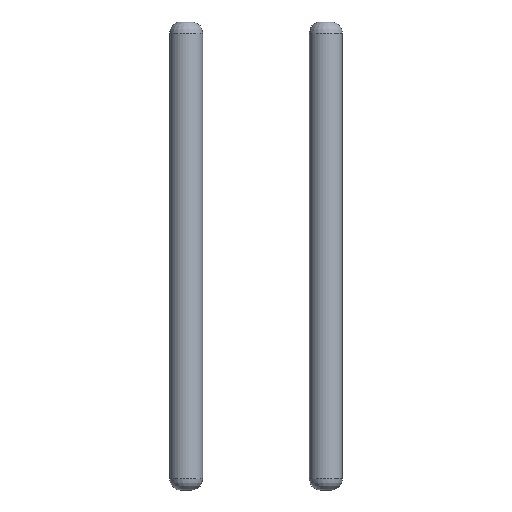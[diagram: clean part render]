
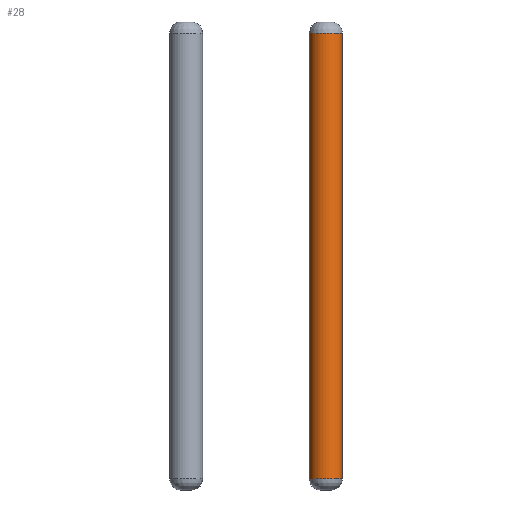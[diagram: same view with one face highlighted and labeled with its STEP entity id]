
A CAD part, front view. The second image highlights one B-rep face of the part: STEP entity #28.
In plain terms, the highlighted cylindrical face has radius 0.3 mm (diameter 0.6 mm), a full revolution.
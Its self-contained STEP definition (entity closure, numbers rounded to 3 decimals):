
#28 = ADVANCED_FACE('',(#29),#43,.T.);
#29 = FACE_BOUND('',#30,.T.);
#30 = EDGE_LOOP('',(#31,#61,#95,#96));
#31 = ORIENTED_EDGE('',*,*,#32,.T.);
#32 = EDGE_CURVE('',#33,#35,#37,.T.);
#33 = VERTEX_POINT('',#34);
#34 = CARTESIAN_POINT('',(0.3,0.,3.8));
#35 = VERTEX_POINT('',#36);
#36 = CARTESIAN_POINT('',(0.3,0.,-4.3));
#37 = SEAM_CURVE('',#38,(#42,#54),.PCURVE_S1.);
#38 = LINE('',#39,#40);
#39 = CARTESIAN_POINT('',(0.3,0.,4.));
#40 = VECTOR('',#41,1.);
#41 = DIRECTION('',(0.,0.,-1.));
#42 = PCURVE('',#43,#48);
#43 = CYLINDRICAL_SURFACE('',#44,0.3);
#44 = AXIS2_PLACEMENT_3D('',#45,#46,#47);
#45 = CARTESIAN_POINT('',(0.,0.,4.));
#46 = DIRECTION('',(0.,0.,1.));
#47 = DIRECTION('',(1.,0.,0.));
#48 = DEFINITIONAL_REPRESENTATION('',(#49),#53);
#49 = LINE('',#50,#51);
#50 = CARTESIAN_POINT('',(0.,0.));
#51 = VECTOR('',#52,1.);
#52 = DIRECTION('',(0.,-1.));
#53 = ( GEOMETRIC_REPRESENTATION_CONTEXT(2) 
PARAMETRIC_REPRESENTATION_CONTEXT() REPRESENTATION_CONTEXT('2D SPACE',''
  ) );
#54 = PCURVE('',#43,#55);
#55 = DEFINITIONAL_REPRESENTATION('',(#56),#60);
#56 = LINE('',#57,#58);
#57 = CARTESIAN_POINT('',(6.283,0.));
#58 = VECTOR('',#59,1.);
#59 = DIRECTION('',(0.,-1.));
#60 = ( GEOMETRIC_REPRESENTATION_CONTEXT(2) 
PARAMETRIC_REPRESENTATION_CONTEXT() REPRESENTATION_CONTEXT('2D SPACE',''
  ) );
#61 = ORIENTED_EDGE('',*,*,#62,.T.);
#62 = EDGE_CURVE('',#35,#35,#63,.T.);
#63 = SURFACE_CURVE('',#64,(#69,#76),.PCURVE_S1.);
#64 = CIRCLE('',#65,0.3);
#65 = AXIS2_PLACEMENT_3D('',#66,#67,#68);
#66 = CARTESIAN_POINT('',(0.,0.,-4.3));
#67 = DIRECTION('',(0.,0.,1.));
#68 = DIRECTION('',(1.,0.,0.));
#69 = PCURVE('',#43,#70);
#70 = DEFINITIONAL_REPRESENTATION('',(#71),#75);
#71 = LINE('',#72,#73);
#72 = CARTESIAN_POINT('',(0.,-8.3));
#73 = VECTOR('',#74,1.);
#74 = DIRECTION('',(1.,0.));
#75 = ( GEOMETRIC_REPRESENTATION_CONTEXT(2) 
PARAMETRIC_REPRESENTATION_CONTEXT() REPRESENTATION_CONTEXT('2D SPACE',''
  ) );
#76 = PCURVE('',#77,#89);
#77 = SURFACE_OF_REVOLUTION('',#78,#86);
#78 = B_SPLINE_CURVE_WITH_KNOTS('',6,(#79,#80,#81,#82,#83,#84,#85),
  .UNSPECIFIED.,.F.,.F.,(7,7),(0.,1.571),
  .PIECEWISE_BEZIER_KNOTS.);
#79 = CARTESIAN_POINT('',(0.3,0.,-4.3));
#80 = CARTESIAN_POINT('',(0.3,0.,-4.352));
#81 = CARTESIAN_POINT('',(0.284,0.,-4.405));
#82 = CARTESIAN_POINT('',(0.251,0.,-4.451));
#83 = CARTESIAN_POINT('',(0.205,0.,-4.484));
#84 = CARTESIAN_POINT('',(0.152,0.,-4.5));
#85 = CARTESIAN_POINT('',(0.1,0.,-4.5));
#86 = AXIS1_PLACEMENT('',#87,#88);
#87 = CARTESIAN_POINT('',(0.,0.,-4.3));
#88 = DIRECTION('',(0.,0.,-1.));
#89 = DEFINITIONAL_REPRESENTATION('',(#90),#94);
#90 = LINE('',#91,#92);
#91 = CARTESIAN_POINT('',(0.,0.));
#92 = VECTOR('',#93,1.);
#93 = DIRECTION('',(-1.,0.));
#94 = ( GEOMETRIC_REPRESENTATION_CONTEXT(2) 
PARAMETRIC_REPRESENTATION_CONTEXT() REPRESENTATION_CONTEXT('2D SPACE',''
  ) );
#95 = ORIENTED_EDGE('',*,*,#32,.F.);
#96 = ORIENTED_EDGE('',*,*,#97,.F.);
#97 = EDGE_CURVE('',#33,#33,#98,.T.);
#98 = SURFACE_CURVE('',#99,(#104,#111),.PCURVE_S1.);
#99 = CIRCLE('',#100,0.3);
#100 = AXIS2_PLACEMENT_3D('',#101,#102,#103);
#101 = CARTESIAN_POINT('',(0.,0.,3.8));
#102 = DIRECTION('',(0.,0.,1.));
#103 = DIRECTION('',(1.,0.,0.));
#104 = PCURVE('',#43,#105);
#105 = DEFINITIONAL_REPRESENTATION('',(#106),#110);
#106 = LINE('',#107,#108);
#107 = CARTESIAN_POINT('',(0.,-0.2));
#108 = VECTOR('',#109,1.);
#109 = DIRECTION('',(1.,0.));
#110 = ( GEOMETRIC_REPRESENTATION_CONTEXT(2) 
PARAMETRIC_REPRESENTATION_CONTEXT() REPRESENTATION_CONTEXT('2D SPACE',''
  ) );
#111 = PCURVE('',#112,#124);
#112 = SURFACE_OF_REVOLUTION('',#113,#121);
#113 = B_SPLINE_CURVE_WITH_KNOTS('',6,(#114,#115,#116,#117,#118,#119,
    #120),.UNSPECIFIED.,.F.,.F.,(7,7),(0.,1.571),
  .PIECEWISE_BEZIER_KNOTS.);
#114 = CARTESIAN_POINT('',(0.3,0.,3.8));
#115 = CARTESIAN_POINT('',(0.3,0.,3.852));
#116 = CARTESIAN_POINT('',(0.284,0.,3.905));
#117 = CARTESIAN_POINT('',(0.251,0.,3.951));
#118 = CARTESIAN_POINT('',(0.205,0.,3.984));
#119 = CARTESIAN_POINT('',(0.152,0.,4.));
#120 = CARTESIAN_POINT('',(0.1,0.,4.));
#121 = AXIS1_PLACEMENT('',#122,#123);
#122 = CARTESIAN_POINT('',(0.,0.,3.8));
#123 = DIRECTION('',(0.,0.,1.));
#124 = DEFINITIONAL_REPRESENTATION('',(#125),#129);
#125 = LINE('',#126,#127);
#126 = CARTESIAN_POINT('',(0.,0.));
#127 = VECTOR('',#128,1.);
#128 = DIRECTION('',(1.,0.));
#129 = ( GEOMETRIC_REPRESENTATION_CONTEXT(2) 
PARAMETRIC_REPRESENTATION_CONTEXT() REPRESENTATION_CONTEXT('2D SPACE',''
  ) );
